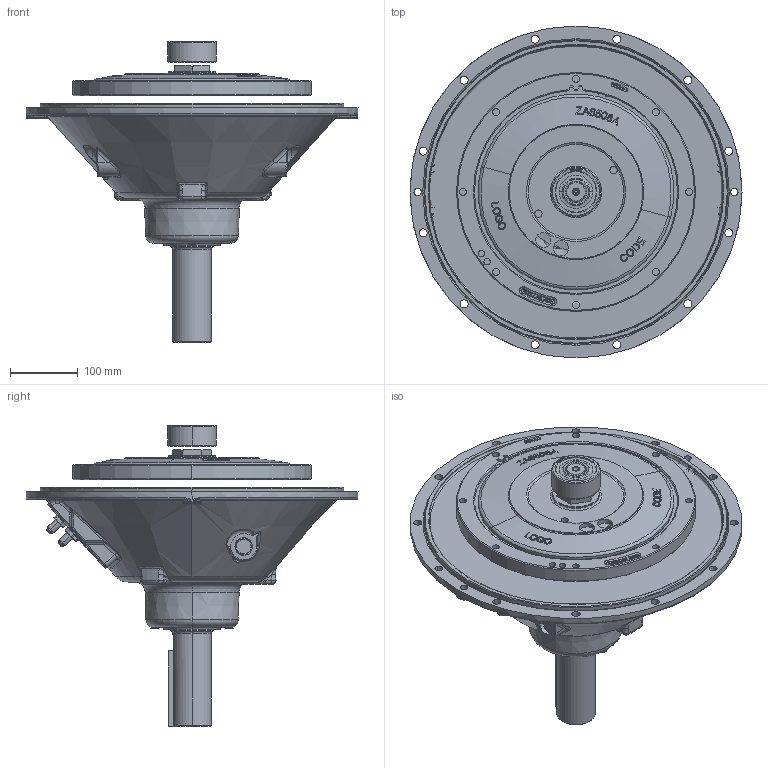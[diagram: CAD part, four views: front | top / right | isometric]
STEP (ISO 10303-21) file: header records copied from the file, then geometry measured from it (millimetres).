
FILE_DESCRIPTION (( 'STEP AP214' ), '1' );
FILE_NAME ('1028715E.STEP', '2014-12-12T17:28:05', ( '' ), ( '' ), 'SwSTEP 2.0', 'SolidWorks 2010', '' );
FILE_SCHEMA (( 'AUTOMOTIVE_DESIGN' ));
Length unit declared in the file: millimetre
Products named in the file (1): 1028715E
Bounding box: 489.54 x 489.54 x 443.2 mm (x, y, z)
Surface area: 946080.7 mm2 (no closed solid volume)
Topology: 0 solids, 54 shells, 995 faces, 3346 edges, 2337 vertices
Faces by surface type: bspline 317, plane 267, cylinder 193, cone 105, torus 91, sphere 22
Entity records: 69221 total; most frequent: CARTESIAN_POINT 32755, ORIENTED_EDGE 5275, DIRECTION 4435, EDGE_CURVE 3301, VERTEX_POINT 2334, AXIS2_PLACEMENT_3D 1652, EDGE_LOOP 1155, LINE 1131
